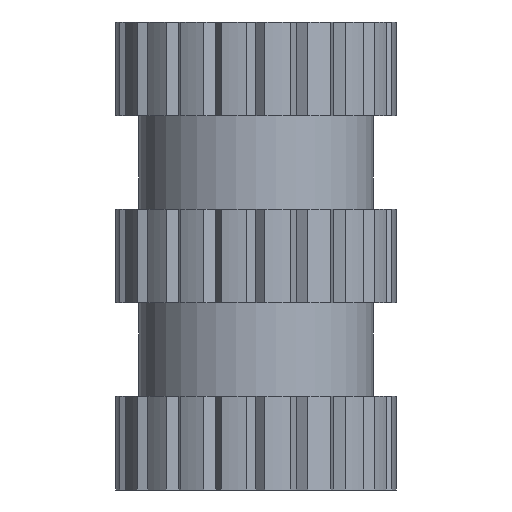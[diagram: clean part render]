
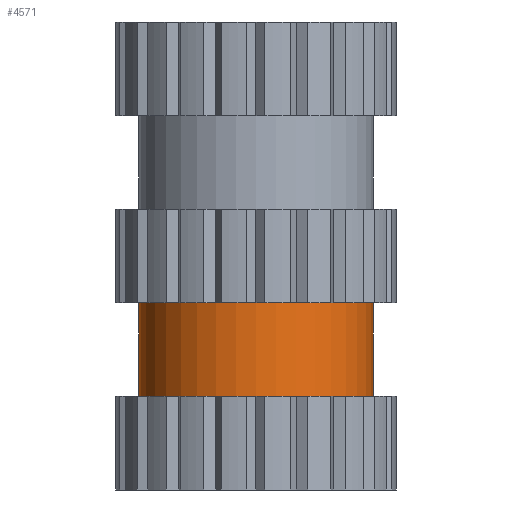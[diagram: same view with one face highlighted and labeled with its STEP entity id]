
A CAD part, front view. The second image highlights one B-rep face of the part: STEP entity #4571.
In plain terms, the highlighted cylindrical face has radius 2.5 mm (diameter 5 mm), a full revolution.
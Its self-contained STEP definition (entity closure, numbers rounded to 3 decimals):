
#371=FACE_OUTER_BOUND('',#606,.T.);
#606=EDGE_LOOP('',(#3951,#3952,#3953,#3954));
#663=CIRCLE('',#4820,2.5);
#744=CIRCLE('',#4943,2.5);
#1295=LINE('',#8831,#1757);
#1757=VECTOR('',#6111,2.5);
#2207=VERTEX_POINT('',#8532);
#2209=VERTEX_POINT('',#8830);
#2795=EDGE_CURVE('',#2207,#2207,#663,.T.);
#2878=EDGE_CURVE('',#2207,#2209,#1295,.T.);
#2879=EDGE_CURVE('',#2209,#2209,#744,.T.);
#3951=ORIENTED_EDGE('',*,*,#2795,.F.);
#3952=ORIENTED_EDGE('',*,*,#2878,.T.);
#3953=ORIENTED_EDGE('',*,*,#2879,.T.);
#3954=ORIENTED_EDGE('',*,*,#2878,.F.);
#4344=CYLINDRICAL_SURFACE('',#4942,2.5);
#4571=ADVANCED_FACE('',(#371),#4344,.T.);
#4820=AXIS2_PLACEMENT_3D('',#8533,#5865,#5866);
#4942=AXIS2_PLACEMENT_3D('',#8829,#6109,#6110);
#4943=AXIS2_PLACEMENT_3D('',#8832,#6112,#6113);
#5865=DIRECTION('center_axis',(0.,0.,-1.));
#5866=DIRECTION('ref_axis',(-1.,0.,0.));
#6109=DIRECTION('center_axis',(0.,0.,1.));
#6110=DIRECTION('ref_axis',(-1.,0.,0.));
#6111=DIRECTION('',(0.,0.,1.));
#6112=DIRECTION('center_axis',(0.,0.,-1.));
#6113=DIRECTION('ref_axis',(-1.,0.,0.));
#8532=CARTESIAN_POINT('',(2.5,0.,-8.));
#8533=CARTESIAN_POINT('Origin',(0.,0.,
-8.));
#8829=CARTESIAN_POINT('Origin',(0.,0.,
-10.));
#8830=CARTESIAN_POINT('',(2.5,0.,-6.));
#8831=CARTESIAN_POINT('',(2.5,0.,-10.));
#8832=CARTESIAN_POINT('Origin',(0.,0.,
-6.));
